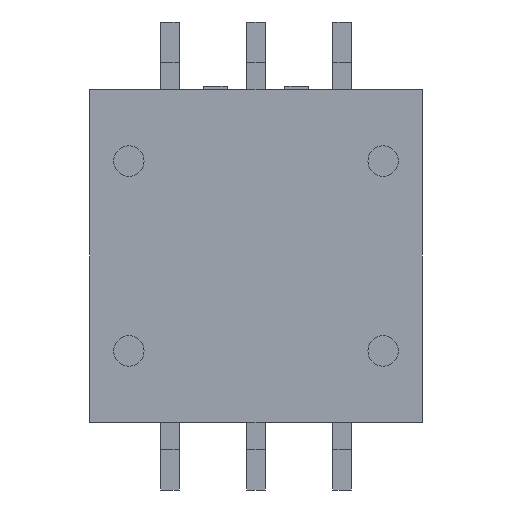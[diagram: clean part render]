
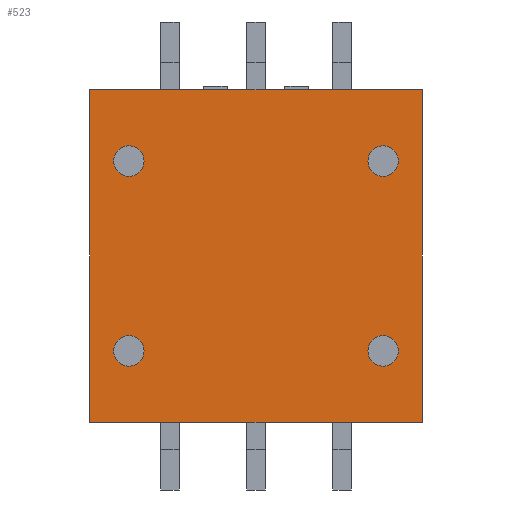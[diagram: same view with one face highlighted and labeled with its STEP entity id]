
A CAD part, front view. The second image highlights one B-rep face of the part: STEP entity #523.
In plain terms, the highlighted planar face has unit normal (0, -1, 0).
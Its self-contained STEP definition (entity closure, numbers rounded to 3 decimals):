
#2 = VERTEX_POINT ( 'NONE', #302 ) ;
#7 = EDGE_CURVE ( 'NONE', #289, #467, #313, .T. ) ;
#12 = EDGE_CURVE ( 'NONE', #2, #2702, #333, .T. ) ;
#45 = ORIENTED_EDGE ( 'NONE', *, *, #173, .F. ) ;
#85 = EDGE_CURVE ( 'NONE', #2546, #2294, #668, .T. ) ;
#88 = ORIENTED_EDGE ( 'NONE', *, *, #2312, .F. ) ;
#105 = EDGE_LOOP ( 'NONE', ( #2409, #2350 ) ) ;
#111 = EDGE_CURVE ( 'NONE', #115, #863, #757, .T. ) ;
#115 = VERTEX_POINT ( 'NONE', #766 ) ;
#149 = EDGE_LOOP ( 'NONE', ( #88, #1202 ) ) ;
#151 = ORIENTED_EDGE ( 'NONE', *, *, #111, .F. ) ;
#173 = EDGE_CURVE ( 'NONE', #2702, #289, #940, .T. ) ;
#268 = EDGE_CURVE ( 'NONE', #296, #2251, #1531, .T. ) ;
#289 = VERTEX_POINT ( 'NONE', #1696 ) ;
#296 = VERTEX_POINT ( 'NONE', #1717 ) ;
#302 = CARTESIAN_POINT ( 'NONE',  ( -4.9, 0.6, 4.9 ) ) ;
#313 = LINE ( 'NONE', #314, #315 ) ;
#314 = CARTESIAN_POINT ( 'NONE',  ( -4.9, 0.6, -4.9 ) ) ;
#315 = VECTOR ( 'NONE', #316, 1000. ) ;
#316 = DIRECTION ( 'NONE',  ( -1., 0., 0. ) ) ;
#333 = LINE ( 'NONE', #334, #335 ) ;
#334 = CARTESIAN_POINT ( 'NONE',  ( -4.9, 0.6, 4.9 ) ) ;
#335 = VECTOR ( 'NONE', #336, 1000. ) ;
#336 = DIRECTION ( 'NONE',  ( 1., 0., 0. ) ) ;
#401 = CIRCLE ( 'NONE', #402, 0.45 ) ;
#402 = AXIS2_PLACEMENT_3D ( 'NONE', #403, #404, #405 ) ;
#403 = CARTESIAN_POINT ( 'NONE',  ( -3.75, 0.6, -2.8 ) ) ;
#404 = DIRECTION ( 'NONE',  ( 0., -1., 0. ) ) ;
#405 = DIRECTION ( 'NONE',  ( 0., 0., 1. ) ) ;
#455 = CARTESIAN_POINT ( 'NONE',  ( -3.75, 0.6, -2.35 ) ) ;
#467 = VERTEX_POINT ( 'NONE', #1780 ) ;
#520 = CARTESIAN_POINT ( 'NONE',  ( 3.75, 0.6, 3.25 ) ) ;
#523 = ADVANCED_FACE ( 'NONE', ( #1825, #1826, #1827, #1828, #1829 ), #1830, .F. ) ;
#542 = CIRCLE ( 'NONE', #546, 0.45 ) ;
#546 = AXIS2_PLACEMENT_3D ( 'NONE', #547, #548, #549 ) ;
#547 = CARTESIAN_POINT ( 'NONE',  ( 3.75, 0.6, 2.8 ) ) ;
#548 = DIRECTION ( 'NONE',  ( 0., -1., 0. ) ) ;
#549 = DIRECTION ( 'NONE',  ( 0., 0., 1. ) ) ;
#668 = CIRCLE ( 'NONE', #674, 0.45 ) ;
#674 = AXIS2_PLACEMENT_3D ( 'NONE', #675, #676, #677 ) ;
#675 = CARTESIAN_POINT ( 'NONE',  ( -3.75, 0.6, -2.8 ) ) ;
#676 = DIRECTION ( 'NONE',  ( 0., -1., 0. ) ) ;
#677 = DIRECTION ( 'NONE',  ( 0., 0., 1. ) ) ;
#757 = CIRCLE ( 'NONE', #758, 0.45 ) ;
#758 = AXIS2_PLACEMENT_3D ( 'NONE', #759, #760, #761 ) ;
#759 = CARTESIAN_POINT ( 'NONE',  ( -3.75, 0.6, 2.8 ) ) ;
#760 = DIRECTION ( 'NONE',  ( 0., -1., 0. ) ) ;
#761 = DIRECTION ( 'NONE',  ( 0., 0., 1. ) ) ;
#766 = CARTESIAN_POINT ( 'NONE',  ( -3.75, 0.6, 2.35 ) ) ;
#776 = VERTEX_POINT ( 'NONE', #1929 ) ;
#810 = EDGE_LOOP ( 'NONE', ( #1961, #2497, #45, #2038 ) ) ;
#846 = EDGE_CURVE ( 'NONE', #2251, #296, #1966, .T. ) ;
#863 = VERTEX_POINT ( 'NONE', #1971 ) ;
#940 = LINE ( 'NONE', #941, #942 ) ;
#941 = CARTESIAN_POINT ( 'NONE',  ( 4.9, 0.6, -4.9 ) ) ;
#942 = VECTOR ( 'NONE', #943, 1000. ) ;
#943 = DIRECTION ( 'NONE',  ( 0., 0., -1. ) ) ;
#1202 = ORIENTED_EDGE ( 'NONE', *, *, #2483, .F. ) ;
#1276 = LINE ( 'NONE', #1277, #1278 ) ;
#1277 = CARTESIAN_POINT ( 'NONE',  ( -4.9, 0.6, -4.9 ) ) ;
#1278 = VECTOR ( 'NONE', #1279, 1000. ) ;
#1279 = DIRECTION ( 'NONE',  ( 0., 0., 1. ) ) ;
#1531 = CIRCLE ( 'NONE', #1532, 0.45 ) ;
#1532 = AXIS2_PLACEMENT_3D ( 'NONE', #1533, #1534, #1537 ) ;
#1533 = CARTESIAN_POINT ( 'NONE',  ( 3.75, 0.6, -2.8 ) ) ;
#1534 = DIRECTION ( 'NONE',  ( 0., -1., 0. ) ) ;
#1537 = DIRECTION ( 'NONE',  ( 0., 0., 1. ) ) ;
#1558 = CARTESIAN_POINT ( 'NONE',  ( 4.9, 0.6, 4.9 ) ) ;
#1592 = CARTESIAN_POINT ( 'NONE',  ( 3.75, 0.6, -3.25 ) ) ;
#1696 = CARTESIAN_POINT ( 'NONE',  ( 4.9, 0.6, -4.9 ) ) ;
#1717 = CARTESIAN_POINT ( 'NONE',  ( 3.75, 0.6, -2.35 ) ) ;
#1727 = CIRCLE ( 'NONE', #1731, 0.45 ) ;
#1731 = AXIS2_PLACEMENT_3D ( 'NONE', #1732, #1733, #1734 ) ;
#1732 = CARTESIAN_POINT ( 'NONE',  ( 3.75, 0.6, 2.8 ) ) ;
#1733 = DIRECTION ( 'NONE',  ( 0., -1., 0. ) ) ;
#1734 = DIRECTION ( 'NONE',  ( 0., 0., 1. ) ) ;
#1780 = CARTESIAN_POINT ( 'NONE',  ( -4.9, 0.6, -4.9 ) ) ;
#1825 = FACE_BOUND ( 'NONE', #2655, .T. ) ;
#1826 = FACE_BOUND ( 'NONE', #149, .T. ) ;
#1827 = FACE_OUTER_BOUND ( 'NONE', #810, .T. ) ;
#1828 = FACE_BOUND ( 'NONE', #2357, .T. ) ;
#1829 = FACE_BOUND ( 'NONE', #105, .T. ) ;
#1830 = PLANE ( 'NONE',  #1831 ) ;
#1831 = AXIS2_PLACEMENT_3D ( 'NONE', #1832, #1833, #1834 ) ;
#1832 = CARTESIAN_POINT ( 'NONE',  ( -4.9, 0.6, 4.9 ) ) ;
#1833 = DIRECTION ( 'NONE',  ( 0., 1., 0. ) ) ;
#1834 = DIRECTION ( 'NONE',  ( 0., 0., 1. ) ) ;
#1929 = CARTESIAN_POINT ( 'NONE',  ( 3.75, 0.6, 2.35 ) ) ;
#1951 = CARTESIAN_POINT ( 'NONE',  ( -3.75, 0.6, -3.25 ) ) ;
#1961 = ORIENTED_EDGE ( 'NONE', *, *, #1962, .F. ) ;
#1962 = EDGE_CURVE ( 'NONE', #467, #2, #1276, .T. ) ;
#1966 = CIRCLE ( 'NONE', #1967, 0.45 ) ;
#1967 = AXIS2_PLACEMENT_3D ( 'NONE', #1968, #1969, #1970 ) ;
#1968 = CARTESIAN_POINT ( 'NONE',  ( 3.75, 0.6, -2.8 ) ) ;
#1969 = DIRECTION ( 'NONE',  ( 0., -1., 0. ) ) ;
#1970 = DIRECTION ( 'NONE',  ( 0., 0., 1. ) ) ;
#1971 = CARTESIAN_POINT ( 'NONE',  ( -3.75, 0.6, 3.25 ) ) ;
#2005 = CIRCLE ( 'NONE', #2006, 0.45 ) ;
#2006 = AXIS2_PLACEMENT_3D ( 'NONE', #2007, #2008, #2009 ) ;
#2007 = CARTESIAN_POINT ( 'NONE',  ( -3.75, 0.6, 2.8 ) ) ;
#2008 = DIRECTION ( 'NONE',  ( 0., -1., 0. ) ) ;
#2009 = DIRECTION ( 'NONE',  ( 0., 0., 1. ) ) ;
#2038 = ORIENTED_EDGE ( 'NONE', *, *, #12, .F. ) ;
#2251 = VERTEX_POINT ( 'NONE', #1592 ) ;
#2294 = VERTEX_POINT ( 'NONE', #455 ) ;
#2306 = VERTEX_POINT ( 'NONE', #520 ) ;
#2312 = EDGE_CURVE ( 'NONE', #2306, #776, #542, .T. ) ;
#2333 = ORIENTED_EDGE ( 'NONE', *, *, #2556, .F. ) ;
#2337 = ORIENTED_EDGE ( 'NONE', *, *, #2748, .F. ) ;
#2350 = ORIENTED_EDGE ( 'NONE', *, *, #846, .F. ) ;
#2357 = EDGE_LOOP ( 'NONE', ( #2333, #151 ) ) ;
#2409 = ORIENTED_EDGE ( 'NONE', *, *, #268, .F. ) ;
#2483 = EDGE_CURVE ( 'NONE', #776, #2306, #1727, .T. ) ;
#2497 = ORIENTED_EDGE ( 'NONE', *, *, #7, .F. ) ;
#2535 = ORIENTED_EDGE ( 'NONE', *, *, #85, .F. ) ;
#2546 = VERTEX_POINT ( 'NONE', #1951 ) ;
#2556 = EDGE_CURVE ( 'NONE', #863, #115, #2005, .T. ) ;
#2655 = EDGE_LOOP ( 'NONE', ( #2337, #2535 ) ) ;
#2702 = VERTEX_POINT ( 'NONE', #1558 ) ;
#2748 = EDGE_CURVE ( 'NONE', #2294, #2546, #401, .T. ) ;
